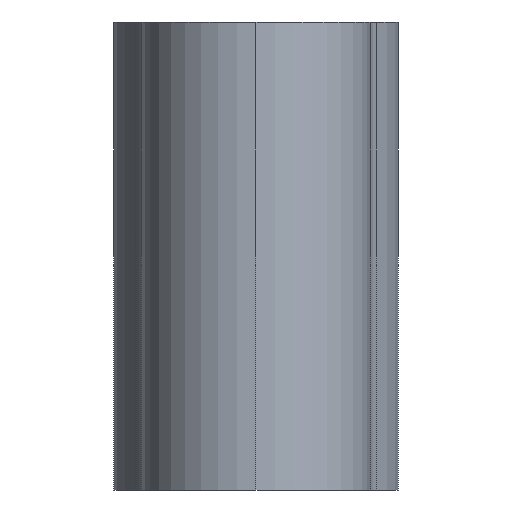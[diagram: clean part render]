
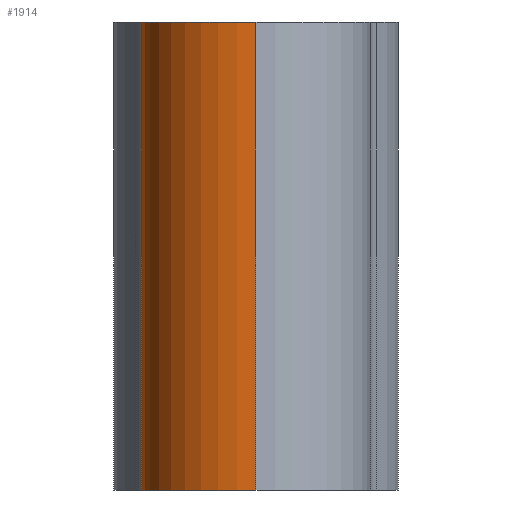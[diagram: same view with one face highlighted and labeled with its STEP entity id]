
A CAD part, left-side view. The second image highlights one B-rep face of the part: STEP entity #1914.
In plain terms, the highlighted cylindrical face has radius 11.599 mm (diameter 23.199 mm), a partial arc.
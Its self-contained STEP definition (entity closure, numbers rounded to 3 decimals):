
#33 = PLANE('',#34);
#34 = AXIS2_PLACEMENT_3D('',#35,#36,#37);
#35 = CARTESIAN_POINT('',(14.776,4.476,46.));
#36 = DIRECTION('',(0.,0.,1.));
#37 = DIRECTION('',(1.,0.,0.));
#242 = VERTEX_POINT('',#243);
#243 = CARTESIAN_POINT('',(-9.758,11.581,46.));
#287 = ( BOUNDED_SURFACE() B_SPLINE_SURFACE(2,2,(
    (#288,#289,#290,#291,#292)
    ,(#293,#294,#295,#296,#297)
    ,(#298,#299,#300,#301,#302
)),.UNSPECIFIED.,.F.,.F.,.F.) B_SPLINE_SURFACE_WITH_KNOTS((3,3),(3,1,1,3
    ),(0.,47.5),(-2.907,0.,47.5,50.407),.UNSPECIFIED.) 
GEOMETRIC_REPRESENTATION_ITEM() RATIONAL_B_SPLINE_SURFACE((
    (1.,1.,1.,1.,1.)
    ,(0.967,0.967,0.967,0.967
      ,0.967)
,(1.,1.,1.,1.,1.))) REPRESENTATION_ITEM('') SURFACE() );
#288 = CARTESIAN_POINT('',(-7.826,12.207,48.907));
#289 = CARTESIAN_POINT('',(-7.826,12.207,47.454));
#290 = CARTESIAN_POINT('',(-7.826,12.207,22.25));
#291 = CARTESIAN_POINT('',(-7.826,12.207,-2.954));
#292 = CARTESIAN_POINT('',(-7.826,12.207,-4.407));
#293 = CARTESIAN_POINT('',(-8.71,11.64,48.907));
#294 = CARTESIAN_POINT('',(-8.71,11.64,47.454));
#295 = CARTESIAN_POINT('',(-8.71,11.64,22.25));
#296 = CARTESIAN_POINT('',(-8.71,11.64,-2.954));
#297 = CARTESIAN_POINT('',(-8.71,11.64,-4.407));
#298 = CARTESIAN_POINT('',(-9.758,11.581,48.907));
#299 = CARTESIAN_POINT('',(-9.758,11.581,47.454));
#300 = CARTESIAN_POINT('',(-9.758,11.581,22.25));
#301 = CARTESIAN_POINT('',(-9.758,11.581,-2.954));
#302 = CARTESIAN_POINT('',(-9.758,11.581,-4.407));
#325 = EDGE_CURVE('',#326,#242,#328,.T.);
#326 = VERTEX_POINT('',#327);
#327 = CARTESIAN_POINT('',(-20.7,0.,46.));
#328 = SURFACE_CURVE('',#329,(#334,#345),.PCURVE_S1.);
#329 = CIRCLE('',#330,11.599);
#330 = AXIS2_PLACEMENT_3D('',#331,#332,#333);
#331 = CARTESIAN_POINT('',(-9.101,0.,46.));
#332 = DIRECTION('',(0.,0.,-1.));
#333 = DIRECTION('',(1.,0.,0.));
#334 = PCURVE('',#33,#335);
#335 = DEFINITIONAL_REPRESENTATION('',(#336),#344);
#336 = ( BOUNDED_CURVE() B_SPLINE_CURVE(2,(#337,#338,#339,#340,#341,#342
,#343),.UNSPECIFIED.,.T.,.F.) B_SPLINE_CURVE_WITH_KNOTS((1,2,2,2,2,1),(
    -2.094,0.,2.094,4.189,6.283,
8.378),.UNSPECIFIED.) CURVE() GEOMETRIC_REPRESENTATION_ITEM() 
RATIONAL_B_SPLINE_CURVE((1.,0.5,1.,0.5,1.,0.5,1.)) REPRESENTATION_ITEM(
  '') );
#337 = CARTESIAN_POINT('',(-12.277,-4.476));
#338 = CARTESIAN_POINT('',(-12.277,-24.566));
#339 = CARTESIAN_POINT('',(-29.676,-14.521));
#340 = CARTESIAN_POINT('',(-47.075,-4.476));
#341 = CARTESIAN_POINT('',(-29.676,5.57));
#342 = CARTESIAN_POINT('',(-12.277,15.615));
#343 = CARTESIAN_POINT('',(-12.277,-4.476));
#344 = ( GEOMETRIC_REPRESENTATION_CONTEXT(2) 
PARAMETRIC_REPRESENTATION_CONTEXT() REPRESENTATION_CONTEXT('2D SPACE',''
  ) );
#345 = PCURVE('',#346,#351);
#346 = CYLINDRICAL_SURFACE('',#347,11.599);
#347 = AXIS2_PLACEMENT_3D('',#348,#349,#350);
#348 = CARTESIAN_POINT('',(-9.101,0.,0.));
#349 = DIRECTION('',(-0.,-0.,-1.));
#350 = DIRECTION('',(1.,0.,0.));
#351 = DEFINITIONAL_REPRESENTATION('',(#352),#356);
#352 = LINE('',#353,#354);
#353 = CARTESIAN_POINT('',(-6.283,-46.));
#354 = VECTOR('',#355,1.);
#355 = DIRECTION('',(1.,-0.));
#356 = ( GEOMETRIC_REPRESENTATION_CONTEXT(2) 
PARAMETRIC_REPRESENTATION_CONTEXT() REPRESENTATION_CONTEXT('2D SPACE',''
  ) );
#572 = PLANE('',#573);
#573 = AXIS2_PLACEMENT_3D('',#574,#575,#576);
#574 = CARTESIAN_POINT('',(14.776,4.476,-1.5));
#575 = DIRECTION('',(0.,0.,1.));
#576 = DIRECTION('',(1.,0.,0.));
#1004 = CYLINDRICAL_SURFACE('',#1005,11.599);
#1005 = AXIS2_PLACEMENT_3D('',#1006,#1007,#1008);
#1006 = CARTESIAN_POINT('',(-9.101,0.,0.));
#1007 = DIRECTION('',(0.,0.,-1.));
#1008 = DIRECTION('',(1.,0.,0.));
#1824 = EDGE_CURVE('',#242,#1825,#1827,.T.);
#1825 = VERTEX_POINT('',#1826);
#1826 = CARTESIAN_POINT('',(-9.758,11.581,-1.5));
#1827 = SURFACE_CURVE('',#1828,(#1834,#1841),.PCURVE_S1.);
#1828 = B_SPLINE_CURVE_WITH_KNOTS('',2,(#1829,#1830,#1831,#1832,#1833),
  .UNSPECIFIED.,.F.,.F.,(3,1,1,3),(-2.907,0.,47.5,50.407
    ),.UNSPECIFIED.);
#1829 = CARTESIAN_POINT('',(-9.758,11.581,48.907));
#1830 = CARTESIAN_POINT('',(-9.758,11.581,47.454));
#1831 = CARTESIAN_POINT('',(-9.758,11.581,22.25));
#1832 = CARTESIAN_POINT('',(-9.758,11.581,-2.954));
#1833 = CARTESIAN_POINT('',(-9.758,11.581,-4.407));
#1834 = PCURVE('',#287,#1835);
#1835 = DEFINITIONAL_REPRESENTATION('',(#1836),#1840);
#1836 = LINE('',#1837,#1838);
#1837 = CARTESIAN_POINT('',(47.5,0.));
#1838 = VECTOR('',#1839,1.);
#1839 = DIRECTION('',(0.,1.));
#1840 = ( GEOMETRIC_REPRESENTATION_CONTEXT(2) 
PARAMETRIC_REPRESENTATION_CONTEXT() REPRESENTATION_CONTEXT('2D SPACE',''
  ) );
#1841 = PCURVE('',#346,#1842);
#1842 = DEFINITIONAL_REPRESENTATION('',(#1843),#1846);
#1843 = B_SPLINE_CURVE_WITH_KNOTS('',1,(#1844,#1845),.UNSPECIFIED.,.F.,
  .F.,(2,2),(0.,47.5),.PIECEWISE_BEZIER_KNOTS.);
#1844 = CARTESIAN_POINT('',(-1.627,-46.));
#1845 = CARTESIAN_POINT('',(-1.627,1.5));
#1846 = ( GEOMETRIC_REPRESENTATION_CONTEXT(2) 
PARAMETRIC_REPRESENTATION_CONTEXT() REPRESENTATION_CONTEXT('2D SPACE',''
  ) );
#1914 = ADVANCED_FACE('',(#1915),#346,.T.);
#1915 = FACE_BOUND('',#1916,.F.);
#1916 = EDGE_LOOP('',(#1917,#1918,#1941,#1967));
#1917 = ORIENTED_EDGE('',*,*,#325,.F.);
#1918 = ORIENTED_EDGE('',*,*,#1919,.F.);
#1919 = EDGE_CURVE('',#1920,#326,#1922,.T.);
#1920 = VERTEX_POINT('',#1921);
#1921 = CARTESIAN_POINT('',(-20.7,0.,-1.5));
#1922 = SURFACE_CURVE('',#1923,(#1927,#1934),.PCURVE_S1.);
#1923 = LINE('',#1924,#1925);
#1924 = CARTESIAN_POINT('',(-20.7,0.,0.));
#1925 = VECTOR('',#1926,1.);
#1926 = DIRECTION('',(0.,0.,1.));
#1927 = PCURVE('',#346,#1928);
#1928 = DEFINITIONAL_REPRESENTATION('',(#1929),#1933);
#1929 = LINE('',#1930,#1931);
#1930 = CARTESIAN_POINT('',(-3.142,0.));
#1931 = VECTOR('',#1932,1.);
#1932 = DIRECTION('',(-0.,-1.));
#1933 = ( GEOMETRIC_REPRESENTATION_CONTEXT(2) 
PARAMETRIC_REPRESENTATION_CONTEXT() REPRESENTATION_CONTEXT('2D SPACE',''
  ) );
#1934 = PCURVE('',#1004,#1935);
#1935 = DEFINITIONAL_REPRESENTATION('',(#1936),#1940);
#1936 = LINE('',#1937,#1938);
#1937 = CARTESIAN_POINT('',(3.142,0.));
#1938 = VECTOR('',#1939,1.);
#1939 = DIRECTION('',(0.,-1.));
#1940 = ( GEOMETRIC_REPRESENTATION_CONTEXT(2) 
PARAMETRIC_REPRESENTATION_CONTEXT() REPRESENTATION_CONTEXT('2D SPACE',''
  ) );
#1941 = ORIENTED_EDGE('',*,*,#1942,.T.);
#1942 = EDGE_CURVE('',#1920,#1825,#1943,.T.);
#1943 = SURFACE_CURVE('',#1944,(#1949,#1956),.PCURVE_S1.);
#1944 = CIRCLE('',#1945,11.599);
#1945 = AXIS2_PLACEMENT_3D('',#1946,#1947,#1948);
#1946 = CARTESIAN_POINT('',(-9.101,0.,-1.5));
#1947 = DIRECTION('',(0.,0.,-1.));
#1948 = DIRECTION('',(1.,0.,0.));
#1949 = PCURVE('',#346,#1950);
#1950 = DEFINITIONAL_REPRESENTATION('',(#1951),#1955);
#1951 = LINE('',#1952,#1953);
#1952 = CARTESIAN_POINT('',(-6.283,1.5));
#1953 = VECTOR('',#1954,1.);
#1954 = DIRECTION('',(1.,-0.));
#1955 = ( GEOMETRIC_REPRESENTATION_CONTEXT(2) 
PARAMETRIC_REPRESENTATION_CONTEXT() REPRESENTATION_CONTEXT('2D SPACE',''
  ) );
#1956 = PCURVE('',#572,#1957);
#1957 = DEFINITIONAL_REPRESENTATION('',(#1958),#1966);
#1958 = ( BOUNDED_CURVE() B_SPLINE_CURVE(2,(#1959,#1960,#1961,#1962,
#1963,#1964,#1965),.UNSPECIFIED.,.T.,.F.) B_SPLINE_CURVE_WITH_KNOTS((1,2
    ,2,2,2,1),(-2.094,0.,2.094,4.189,
6.283,8.378),.UNSPECIFIED.) CURVE() 
GEOMETRIC_REPRESENTATION_ITEM() RATIONAL_B_SPLINE_CURVE((1.,0.5,1.,0.5,
1.,0.5,1.)) REPRESENTATION_ITEM('') );
#1959 = CARTESIAN_POINT('',(-12.277,-4.476));
#1960 = CARTESIAN_POINT('',(-12.277,-24.566));
#1961 = CARTESIAN_POINT('',(-29.676,-14.521));
#1962 = CARTESIAN_POINT('',(-47.075,-4.476));
#1963 = CARTESIAN_POINT('',(-29.676,5.57));
#1964 = CARTESIAN_POINT('',(-12.277,15.615));
#1965 = CARTESIAN_POINT('',(-12.277,-4.476));
#1966 = ( GEOMETRIC_REPRESENTATION_CONTEXT(2) 
PARAMETRIC_REPRESENTATION_CONTEXT() REPRESENTATION_CONTEXT('2D SPACE',''
  ) );
#1967 = ORIENTED_EDGE('',*,*,#1824,.F.);
